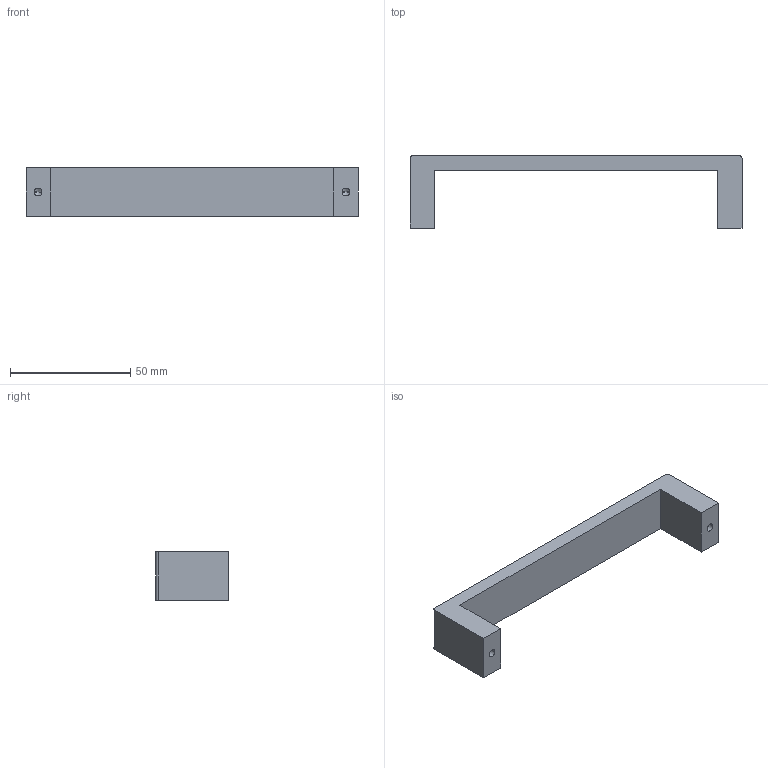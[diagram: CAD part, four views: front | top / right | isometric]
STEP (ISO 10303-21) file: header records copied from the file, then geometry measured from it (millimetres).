
FILE_DESCRIPTION(('Creo Elements/Direct Modeling STEP Export'),'2;1');
FILE_NAME('1528-138.stp','2019-01-15T 9:08:28',(''),(''),'Creo Elements/Direct Modeling STEP processor for AP214 (Solid Model)','Creo Elements/Direct Modeling 20.0 12-Nov-2016 (C) Parametric Technology GmbH','');
FILE_SCHEMA(('AUTOMOTIVE_DESIGN { 1 0 10303 214 1 1 1 1 }'));
Length unit declared in the file: millimetre
Products named in the file (1): 1528-138
Bounding box: 138 x 30 x 20 mm (x, y, z)
Volume: 25975.8 mm3; surface area: 10487.6 mm2
Topology: 1 solids, 1 shells, 26 faces, 64 edges, 40 vertices
Faces by surface type: plane 12, cylinder 10, cone 4
Entity records: 750 total; most frequent: ORIENTED_EDGE 120, CARTESIAN_POINT 117, DIRECTION 116, EDGE_CURVE 60, VERTEX_POINT 40, AXIS2_PLACEMENT_3D 39, VECTOR 38, LINE 38
